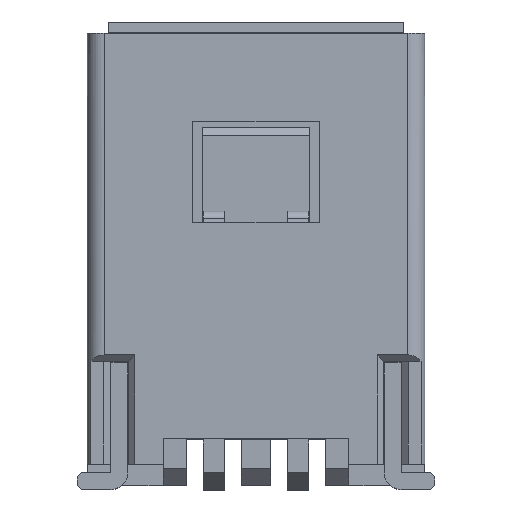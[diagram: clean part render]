
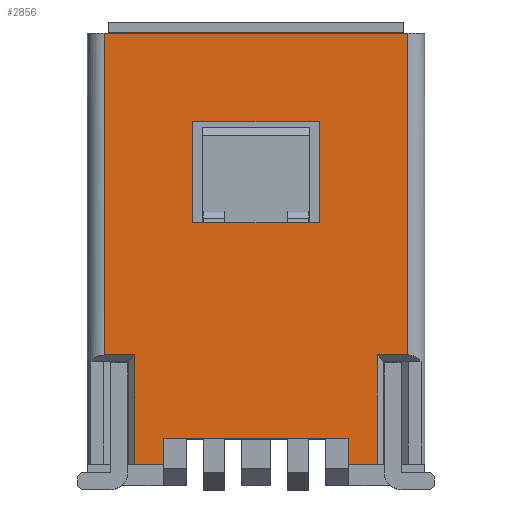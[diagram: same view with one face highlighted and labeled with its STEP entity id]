
A CAD part, top view. The second image highlights one B-rep face of the part: STEP entity #2856.
In plain terms, the highlighted planar face has unit normal (0, 0, 1).
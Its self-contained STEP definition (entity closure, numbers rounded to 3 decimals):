
#210=DIRECTION('',(1.,0.,0.));
#211=VECTOR('',#210,3.6);
#212=CARTESIAN_POINT('',(-1.8,2.685,1.49));
#213=LINE('',#212,#211);
#683=DIRECTION('',(0.,1.,0.));
#684=VECTOR('',#683,1.295);
#685=CARTESIAN_POINT('',(1.435,-2.425,1.49));
#686=LINE('',#685,#684);
#695=DIRECTION('',(0.,1.,0.));
#696=VECTOR('',#695,1.2);
#697=CARTESIAN_POINT('',(0.75,0.435,1.49));
#698=LINE('',#697,#696);
#699=DIRECTION('',(-1.,0.,0.));
#700=VECTOR('',#699,1.5);
#701=CARTESIAN_POINT('',(0.75,1.635,1.49));
#702=LINE('',#701,#700);
#703=DIRECTION('',(0.,-1.,0.));
#704=VECTOR('',#703,1.2);
#705=CARTESIAN_POINT('',(-0.75,1.635,1.49));
#706=LINE('',#705,#704);
#707=DIRECTION('',(1.,0.,0.));
#708=VECTOR('',#707,1.5);
#709=CARTESIAN_POINT('',(-0.75,0.435,1.49));
#710=LINE('',#709,#708);
#711=DIRECTION('',(0.,1.,0.));
#712=VECTOR('',#711,3.815);
#713=CARTESIAN_POINT('',(-1.8,-1.13,1.49));
#714=LINE('',#713,#712);
#715=DIRECTION('',(1.,0.,0.));
#716=VECTOR('',#715,0.335);
#717=CARTESIAN_POINT('',(1.1,-2.425,1.49));
#718=LINE('',#717,#716);
#719=DIRECTION('',(0.,1.,0.));
#720=VECTOR('',#719,0.3);
#721=CARTESIAN_POINT('',(1.1,-2.425,1.49));
#722=LINE('',#721,#720);
#723=DIRECTION('',(-1.,0.,0.));
#724=VECTOR('',#723,2.2);
#725=CARTESIAN_POINT('',(1.1,-2.125,1.49));
#726=LINE('',#725,#724);
#727=DIRECTION('',(0.,1.,0.));
#728=VECTOR('',#727,0.3);
#729=CARTESIAN_POINT('',(-1.1,-2.425,1.49));
#730=LINE('',#729,#728);
#731=DIRECTION('',(1.,0.,0.));
#732=VECTOR('',#731,0.335);
#733=CARTESIAN_POINT('',(-1.435,-2.425,1.49));
#734=LINE('',#733,#732);
#887=DIRECTION('',(0.,-1.,0.));
#888=VECTOR('',#887,1.295);
#889=CARTESIAN_POINT('',(-1.435,-1.13,1.49));
#890=LINE('',#889,#888);
#911=CARTESIAN_POINT('',(-1.8,-1.13,1.49));
#913=DIRECTION('',(-1.,0.,0.));
#914=VECTOR('',#913,0.365);
#915=CARTESIAN_POINT('',(-1.435,-1.13,1.49));
#916=LINE('',#915,#914);
#1101=DIRECTION('',(-1.,0.,0.));
#1102=VECTOR('',#1101,0.365);
#1103=CARTESIAN_POINT('',(1.8,-1.13,1.49));
#1104=LINE('',#1103,#1102);
#1115=DIRECTION('',(0.,1.,0.));
#1116=VECTOR('',#1115,3.815);
#1117=CARTESIAN_POINT('',(1.8,-1.13,1.49));
#1118=LINE('',#1117,#1116);
#1569=CARTESIAN_POINT('',(-1.8,2.685,1.49));
#1570=CARTESIAN_POINT('',(1.8,2.685,1.49));
#1571=VERTEX_POINT('',#1569);
#1572=VERTEX_POINT('',#1570);
#1729=CARTESIAN_POINT('',(-1.435,-1.13,1.49));
#1731=VERTEX_POINT('',#1729);
#1779=CARTESIAN_POINT('',(0.75,0.435,1.49));
#1780=CARTESIAN_POINT('',(0.75,1.635,1.49));
#1781=VERTEX_POINT('',#1779);
#1782=VERTEX_POINT('',#1780);
#1783=CARTESIAN_POINT('',(-0.75,1.635,1.49));
#1784=VERTEX_POINT('',#1783);
#1785=CARTESIAN_POINT('',(-0.75,0.435,1.49));
#1786=VERTEX_POINT('',#1785);
#1861=CARTESIAN_POINT('',(-1.435,-2.425,1.49));
#1863=VERTEX_POINT('',#1861);
#1867=VERTEX_POINT('',#911);
#1877=CARTESIAN_POINT('',(1.435,-2.425,1.49));
#1879=VERTEX_POINT('',#1877);
#1880=CARTESIAN_POINT('',(1.435,-1.13,1.49));
#1881=VERTEX_POINT('',#1880);
#1884=CARTESIAN_POINT('',(1.8,-1.13,1.49));
#1885=VERTEX_POINT('',#1884);
#2051=CARTESIAN_POINT('',(-1.1,-2.425,1.49));
#2052=CARTESIAN_POINT('',(-1.1,-2.125,1.49));
#2053=VERTEX_POINT('',#2051);
#2054=VERTEX_POINT('',#2052);
#2055=CARTESIAN_POINT('',(1.1,-2.425,1.49));
#2056=CARTESIAN_POINT('',(1.1,-2.125,1.49));
#2057=VERTEX_POINT('',#2055);
#2058=VERTEX_POINT('',#2056);
#2820=CARTESIAN_POINT('',(-1.8,-2.675,1.49));
#2821=DIRECTION('',(0.,0.,1.));
#2822=DIRECTION('',(1.,0.,0.));
#2823=AXIS2_PLACEMENT_3D('',#2820,#2821,#2822);
#2824=PLANE('',#2823);
#2826=ORIENTED_EDGE('',*,*,#2825,.F.);
#2828=ORIENTED_EDGE('',*,*,#2827,.T.);
#2830=ORIENTED_EDGE('',*,*,#2829,.T.);
#2831=ORIENTED_EDGE('',*,*,#2262,.T.);
#2833=ORIENTED_EDGE('',*,*,#2832,.F.);
#2835=ORIENTED_EDGE('',*,*,#2834,.T.);
#2836=ORIENTED_EDGE('',*,*,#2812,.F.);
#2837=ORIENTED_EDGE('',*,*,#2564,.F.);
#2839=ORIENTED_EDGE('',*,*,#2838,.T.);
#2840=ORIENTED_EDGE('',*,*,#2316,.T.);
#2842=ORIENTED_EDGE('',*,*,#2841,.F.);
#2843=ORIENTED_EDGE('',*,*,#2592,.F.);
#2844=EDGE_LOOP('',(#2826,#2828,#2830,#2831,#2833,#2835,#2836,#2837,#2839,#2840,
#2842,#2843));
#2845=FACE_OUTER_BOUND('',#2844,.F.);
#2847=ORIENTED_EDGE('',*,*,#2846,.T.);
#2849=ORIENTED_EDGE('',*,*,#2848,.T.);
#2851=ORIENTED_EDGE('',*,*,#2850,.T.);
#2853=ORIENTED_EDGE('',*,*,#2852,.T.);
#2854=EDGE_LOOP('',(#2847,#2849,#2851,#2853));
#2855=FACE_BOUND('',#2854,.F.);
#2856=ADVANCED_FACE('',(#2845,#2855),#2824,.T.);
#2262=EDGE_CURVE('',#1571,#1572,#213,.T.);
#2316=EDGE_CURVE('',#2058,#2054,#726,.T.);
#2564=EDGE_CURVE('',#2057,#1879,#718,.T.);
#2592=EDGE_CURVE('',#1863,#2053,#734,.T.);
#2812=EDGE_CURVE('',#1879,#1881,#686,.T.);
#2825=EDGE_CURVE('',#1731,#1863,#890,.T.);
#2827=EDGE_CURVE('',#1731,#1867,#916,.T.);
#2829=EDGE_CURVE('',#1867,#1571,#714,.T.);
#2832=EDGE_CURVE('',#1885,#1572,#1118,.T.);
#2834=EDGE_CURVE('',#1885,#1881,#1104,.T.);
#2838=EDGE_CURVE('',#2057,#2058,#722,.T.);
#2841=EDGE_CURVE('',#2053,#2054,#730,.T.);
#2846=EDGE_CURVE('',#1781,#1782,#698,.T.);
#2848=EDGE_CURVE('',#1782,#1784,#702,.T.);
#2850=EDGE_CURVE('',#1784,#1786,#706,.T.);
#2852=EDGE_CURVE('',#1786,#1781,#710,.T.);
